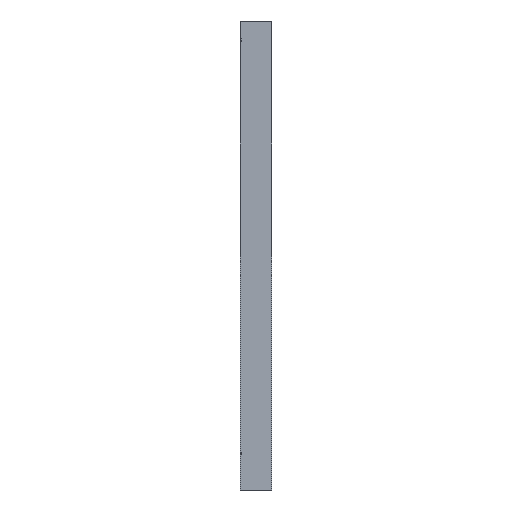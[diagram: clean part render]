
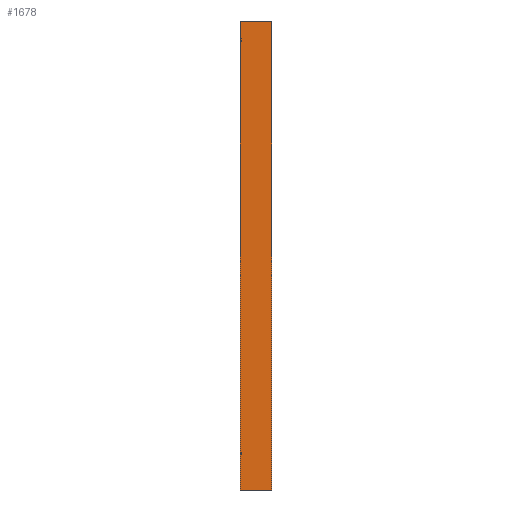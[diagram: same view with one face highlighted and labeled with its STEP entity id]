
A CAD part, front view. The second image highlights one B-rep face of the part: STEP entity #1678.
In plain terms, the highlighted planar face has unit normal (0, -1, 0).
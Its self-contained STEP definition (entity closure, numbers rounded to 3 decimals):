
#92 = EDGE_LOOP ( 'NONE', ( #2345, #526, #2499, #2349 ) ) ;
#202 = LINE ( 'NONE', #1208, #2563 ) ;
#240 = VERTEX_POINT ( 'NONE', #1313 ) ;
#361 = CARTESIAN_POINT ( 'NONE',  ( 6., 0., -89.605 ) ) ;
#369 = PLANE ( 'NONE',  #1677 ) ;
#526 = ORIENTED_EDGE ( 'NONE', *, *, #2432, .F. ) ;
#652 = DIRECTION ( 'NONE',  ( 0., 0., -1. ) ) ;
#746 = LINE ( 'NONE', #1575, #748 ) ;
#748 = VECTOR ( 'NONE', #1943, 1000. ) ;
#762 = EDGE_CURVE ( 'NONE', #1049, #240, #746, .T. ) ;
#988 = CARTESIAN_POINT ( 'NONE',  ( 6., 0., -89.605 ) ) ;
#1038 = CARTESIAN_POINT ( 'NONE',  ( 6., 0., -89.605 ) ) ;
#1049 = VERTEX_POINT ( 'NONE', #2321 ) ;
#1050 = DIRECTION ( 'NONE',  ( -1., 0., 0. ) ) ;
#1157 = DIRECTION ( 'NONE',  ( -1., 0., 0. ) ) ;
#1208 = CARTESIAN_POINT ( 'NONE',  ( 6., 0., 0. ) ) ;
#1313 = CARTESIAN_POINT ( 'NONE',  ( 0., 0., -89.605 ) ) ;
#1411 = DIRECTION ( 'NONE',  ( 0., 1., 0. ) ) ;
#1575 = CARTESIAN_POINT ( 'NONE',  ( 0., 0., -89.605 ) ) ;
#1643 = VECTOR ( 'NONE', #652, 1000. ) ;
#1655 = LINE ( 'NONE', #1038, #1643 ) ;
#1677 = AXIS2_PLACEMENT_3D ( 'NONE', #988, #1411, #2384 ) ;
#1678 = ADVANCED_FACE ( 'NONE', ( #2165 ), #369, .F. ) ;
#1943 = DIRECTION ( 'NONE',  ( 0., 0., -1. ) ) ;
#1989 = CARTESIAN_POINT ( 'NONE',  ( 6., 0., 0. ) ) ;
#2022 = CARTESIAN_POINT ( 'NONE',  ( 6., 0., -89.605 ) ) ;
#2046 = EDGE_CURVE ( 'NONE', #2465, #2105, #1655, .T. ) ;
#2105 = VERTEX_POINT ( 'NONE', #2022 ) ;
#2146 = LINE ( 'NONE', #361, #2356 ) ;
#2165 = FACE_OUTER_BOUND ( 'NONE', #92, .T. ) ;
#2321 = CARTESIAN_POINT ( 'NONE',  ( 0., 0., 0. ) ) ;
#2345 = ORIENTED_EDGE ( 'NONE', *, *, #762, .T. ) ;
#2349 = ORIENTED_EDGE ( 'NONE', *, *, #2467, .T. ) ;
#2356 = VECTOR ( 'NONE', #1157, 1000. ) ;
#2384 = DIRECTION ( 'NONE',  ( 0., 0., 1. ) ) ;
#2432 = EDGE_CURVE ( 'NONE', #2105, #240, #2146, .T. ) ;
#2465 = VERTEX_POINT ( 'NONE', #1989 ) ;
#2467 = EDGE_CURVE ( 'NONE', #2465, #1049, #202, .T. ) ;
#2499 = ORIENTED_EDGE ( 'NONE', *, *, #2046, .F. ) ;
#2563 = VECTOR ( 'NONE', #1050, 1000. ) ;
